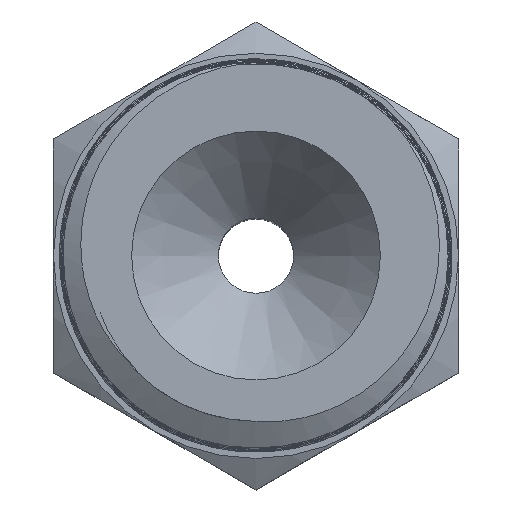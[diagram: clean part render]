
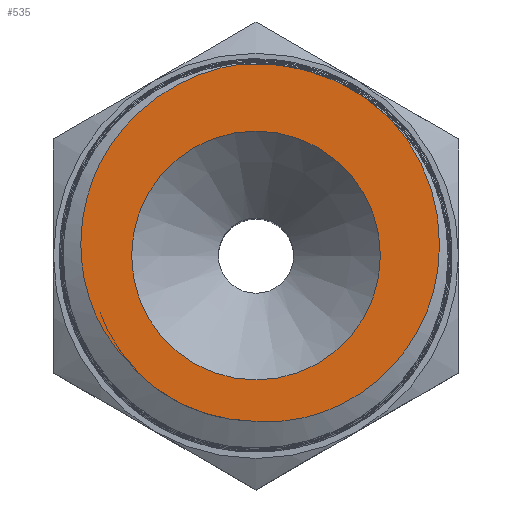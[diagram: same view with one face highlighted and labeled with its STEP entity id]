
A CAD part, top view. The second image highlights one B-rep face of the part: STEP entity #535.
In plain terms, the highlighted planar face has unit normal (0, 0, 1).
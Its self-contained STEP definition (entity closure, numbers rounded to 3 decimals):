
#46=FACE_BOUND('',#103,.T.);
#50=PLANE('',#590);
#65=FACE_OUTER_BOUND('',#102,.T.);
#102=EDGE_LOOP('',(#365,#366,#367,#368));
#103=EDGE_LOOP('',(#369));
#135=CIRCLE('',#580,6.634);
#139=CIRCLE('',#589,4.3);
#168=B_SPLINE_CURVE_WITH_KNOTS('',3,(#2168,#2169,#2170,#2171,#2172,#2173),
 .UNSPECIFIED.,.F.,.F.,(4,2,4),(-0.34,-0.184,0.),
 .UNSPECIFIED.);
#169=B_SPLINE_CURVE_WITH_KNOTS('',3,(#2174,#2175,#2176,#2177,#2178,#2179,
#2180,#2181,#2182,#2183,#2184,#2185,#2186,#2187,#2188,#2189),
 .UNSPECIFIED.,.F.,.F.,(4,2,2,2,2,2,2,4),(-0.83,-0.75,
-0.671,-0.534,-0.409,-0.277,
-0.157,0.),.UNSPECIFIED.);
#170=B_SPLINE_CURVE_WITH_KNOTS('',3,(#2190,#2191,#2192,#2193,#2194,#2195,
#2196,#2197,#2198,#2199,#2200,#2201,#2202,#2203),.UNSPECIFIED.,.F.,.F.,
(4,2,2,2,2,2,4),(-1.038,-0.957,-0.853,
-0.7,-0.509,-0.258,-0.007),
 .UNSPECIFIED.);
#211=VERTEX_POINT('',#775);
#212=VERTEX_POINT('',#922);
#222=VERTEX_POINT('',#2162);
#223=VERTEX_POINT('',#2166);
#224=VERTEX_POINT('',#2167);
#262=EDGE_CURVE('',#211,#212,#135,.T.);
#277=EDGE_CURVE('',#222,#222,#139,.T.);
#278=EDGE_CURVE('',#223,#224,#168,.T.);
#279=EDGE_CURVE('',#212,#223,#169,.T.);
#280=EDGE_CURVE('',#224,#211,#170,.T.);
#365=ORIENTED_EDGE('',*,*,#278,.F.);
#366=ORIENTED_EDGE('',*,*,#279,.F.);
#367=ORIENTED_EDGE('',*,*,#262,.F.);
#368=ORIENTED_EDGE('',*,*,#280,.F.);
#369=ORIENTED_EDGE('',*,*,#277,.F.);
#535=ADVANCED_FACE('',(#65,#46),#50,.F.);
#580=AXIS2_PLACEMENT_3D('',#923,#642,#643);
#589=AXIS2_PLACEMENT_3D('',#2164,#664,#665);
#590=AXIS2_PLACEMENT_3D('',#2165,#666,#667);
#642=DIRECTION('center_axis',(0.,0.,-1.));
#643=DIRECTION('ref_axis',(1.,0.,0.));
#664=DIRECTION('center_axis',(0.,0.,1.));
#665=DIRECTION('ref_axis',(1.,0.,0.));
#666=DIRECTION('center_axis',(0.,0.,-1.));
#667=DIRECTION('ref_axis',(0.,-1.,0.));
#775=CARTESIAN_POINT('',(-0.546,6.611,-3.));
#922=CARTESIAN_POINT('',(4.63,4.751,-3.));
#923=CARTESIAN_POINT('Origin',(0.,0.,-3.));
#2162=CARTESIAN_POINT('',(-4.3,0.,-3.));
#2164=CARTESIAN_POINT('Origin',(0.,0.,-3.));
#2165=CARTESIAN_POINT('Origin',(7.,7.844,-3.));
#2166=CARTESIAN_POINT('',(-0.035,-5.727,-3.));
#2167=CARTESIAN_POINT('',(-4.079,-4.029,-3.));
#2168=CARTESIAN_POINT('Ctrl Pts',(-0.035,-5.727,
-3.));
#2169=CARTESIAN_POINT('Ctrl Pts',(-0.786,-5.723,
-3.));
#2170=CARTESIAN_POINT('Ctrl Pts',(-1.536,-5.574,-3.));
#2171=CARTESIAN_POINT('Ctrl Pts',(-3.045,-4.945,-3.));
#2172=CARTESIAN_POINT('Ctrl Pts',(-3.648,-4.465,-3.));
#2173=CARTESIAN_POINT('Ctrl Pts',(-4.079,-4.029,-3.));
#2174=CARTESIAN_POINT('Ctrl Pts',(4.63,4.751,-3.));
#2175=CARTESIAN_POINT('Ctrl Pts',(4.96,4.39,-3.));
#2176=CARTESIAN_POINT('Ctrl Pts',(5.251,3.994,-3.));
#2177=CARTESIAN_POINT('Ctrl Pts',(5.735,3.153,-3.));
#2178=CARTESIAN_POINT('Ctrl Pts',(5.929,2.708,-3.));
#2179=CARTESIAN_POINT('Ctrl Pts',(6.315,1.428,-3.));
#2180=CARTESIAN_POINT('Ctrl Pts',(6.394,0.565,-3.));
#2181=CARTESIAN_POINT('Ctrl Pts',(6.226,-1.047,-3.));
#2182=CARTESIAN_POINT('Ctrl Pts',(6.01,-1.798,-3.));
#2183=CARTESIAN_POINT('Ctrl Pts',(5.285,-3.205,-3.));
#2184=CARTESIAN_POINT('Ctrl Pts',(4.764,-3.848,-3.));
#2185=CARTESIAN_POINT('Ctrl Pts',(3.571,-4.844,-3.));
#2186=CARTESIAN_POINT('Ctrl Pts',(2.915,-5.217,-3.));
#2187=CARTESIAN_POINT('Ctrl Pts',(1.291,-5.759,-3.));
#2188=CARTESIAN_POINT('Ctrl Pts',(0.487,-5.766,-3.));
#2189=CARTESIAN_POINT('Ctrl Pts',(-0.035,-5.727,
-3.));
#2190=CARTESIAN_POINT('Ctrl Pts',(-4.079,-4.029,-3.));
#2191=CARTESIAN_POINT('Ctrl Pts',(-4.605,-3.563,-3.));
#2192=CARTESIAN_POINT('Ctrl Pts',(-5.048,-3.003,-3.));
#2193=CARTESIAN_POINT('Ctrl Pts',(-5.797,-1.591,-3.));
#2194=CARTESIAN_POINT('Ctrl Pts',(-5.949,-0.863,
-3.));
#2195=CARTESIAN_POINT('Ctrl Pts',(-6.104,0.453,-3.));
#2196=CARTESIAN_POINT('Ctrl Pts',(-6.044,1.255,-3.));
#2197=CARTESIAN_POINT('Ctrl Pts',(-5.58,2.968,-3.));
#2198=CARTESIAN_POINT('Ctrl Pts',(-5.151,3.668,-3.));
#2199=CARTESIAN_POINT('Ctrl Pts',(-4.249,4.828,-3.));
#2200=CARTESIAN_POINT('Ctrl Pts',(-3.607,5.387,-3.));
#2201=CARTESIAN_POINT('Ctrl Pts',(-2.16,6.227,-3.));
#2202=CARTESIAN_POINT('Ctrl Pts',(-1.375,6.496,-3.));
#2203=CARTESIAN_POINT('Ctrl Pts',(-0.546,6.611,-3.));
